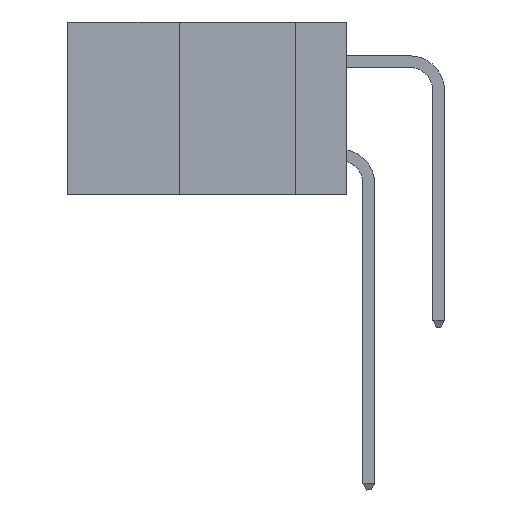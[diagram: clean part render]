
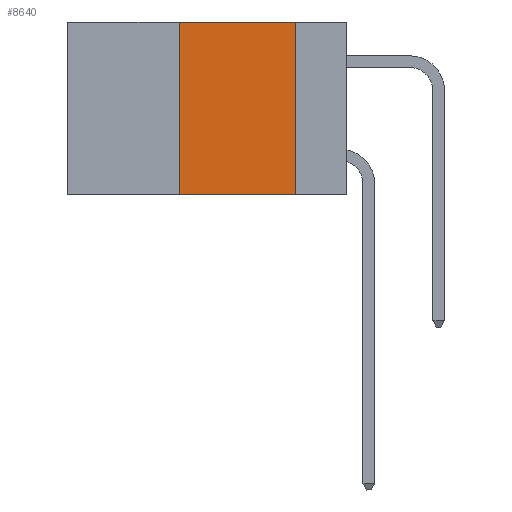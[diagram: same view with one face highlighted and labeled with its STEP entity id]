
A CAD part, left-side view. The second image highlights one B-rep face of the part: STEP entity #8640.
In plain terms, the highlighted planar face has unit normal (-1, 0, 0).
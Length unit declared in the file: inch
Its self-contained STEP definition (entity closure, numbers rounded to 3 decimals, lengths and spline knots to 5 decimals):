
#380 = LINE ( 'NONE', #1968, #17846 ) ;
#636 = LINE ( 'NONE', #3968, #4569 ) ;
#738 = CARTESIAN_POINT ( 'NONE',  ( 0., 0.11, 0. ) ) ;
#899 = VERTEX_POINT ( 'NONE', #2742 ) ;
#1672 = CARTESIAN_POINT ( 'NONE',  ( 0., 0.6, 0. ) ) ;
#1731 = ORIENTED_EDGE ( 'NONE', *, *, #16224, .F. ) ;
#1764 = ORIENTED_EDGE ( 'NONE', *, *, #17316, .F. ) ;
#1845 = ORIENTED_EDGE ( 'NONE', *, *, #15355, .F. ) ;
#1861 = ORIENTED_EDGE ( 'NONE', *, *, #9949, .T. ) ;
#1968 = CARTESIAN_POINT ( 'NONE',  ( 0., 0.6, -0.37 ) ) ;
#2654 = CARTESIAN_POINT ( 'NONE',  ( 0., 0.36, -0.37 ) ) ;
#2712 = EDGE_LOOP ( 'NONE', ( #1731, #1764, #1845, #1861 ) ) ;
#2742 = CARTESIAN_POINT ( 'NONE',  ( 0., 0.36, 0. ) ) ;
#3147 = DIRECTION ( 'NONE',  ( 0., 0., -1. ) ) ;
#3968 = CARTESIAN_POINT ( 'NONE',  ( 0., 0.36, 0. ) ) ;
#4037 = CARTESIAN_POINT ( 'NONE',  ( 0., 0.11, -0.37 ) ) ;
#4569 = VECTOR ( 'NONE', #14951, 39.37008 ) ;
#4688 = VERTEX_POINT ( 'NONE', #17511 ) ;
#5463 = VERTEX_POINT ( 'NONE', #2654 ) ;
#6673 = DIRECTION ( 'NONE',  ( 0., 0., -1. ) ) ;
#7756 = DIRECTION ( 'NONE',  ( 0., -1., 0. ) ) ;
#8640 = ADVANCED_FACE ( 'NONE', ( #15466 ), #15475, .F. ) ;
#9063 = CARTESIAN_POINT ( 'NONE',  ( 0., 0.6, 0. ) ) ;
#9590 = AXIS2_PLACEMENT_3D ( 'NONE', #1672, #11498, #3147 ) ;
#9949 = EDGE_CURVE ( 'NONE', #5463, #16343, #380, .T. ) ;
#10122 = LINE ( 'NONE', #9063, #16807 ) ;
#11498 = DIRECTION ( 'NONE',  ( 1., 0., 0. ) ) ;
#13119 = DIRECTION ( 'NONE',  ( 0., -1., 0. ) ) ;
#13531 = VECTOR ( 'NONE', #6673, 39.37008 ) ;
#14951 = DIRECTION ( 'NONE',  ( 0., 0., 1. ) ) ;
#15355 = EDGE_CURVE ( 'NONE', #5463, #899, #636, .T. ) ;
#15466 = FACE_OUTER_BOUND ( 'NONE', #2712, .T. ) ;
#15475 = PLANE ( 'NONE',  #9590 ) ;
#16224 = EDGE_CURVE ( 'NONE', #4688, #16343, #17045, .T. ) ;
#16343 = VERTEX_POINT ( 'NONE', #4037 ) ;
#16807 = VECTOR ( 'NONE', #7756, 39.37008 ) ;
#17045 = LINE ( 'NONE', #738, #13531 ) ;
#17316 = EDGE_CURVE ( 'NONE', #899, #4688, #10122, .T. ) ;
#17511 = CARTESIAN_POINT ( 'NONE',  ( 0., 0.11, 0. ) ) ;
#17846 = VECTOR ( 'NONE', #13119, 39.37008 ) ;
